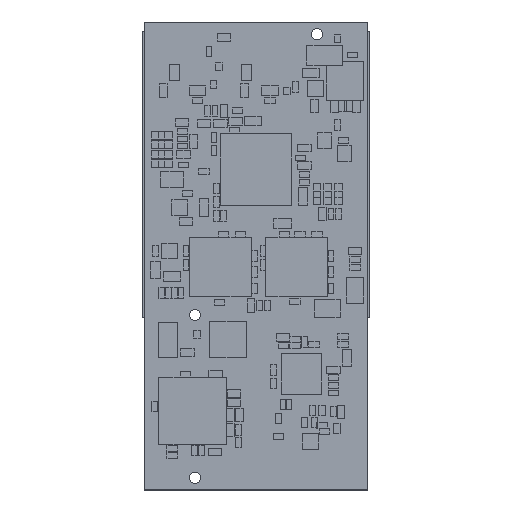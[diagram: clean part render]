
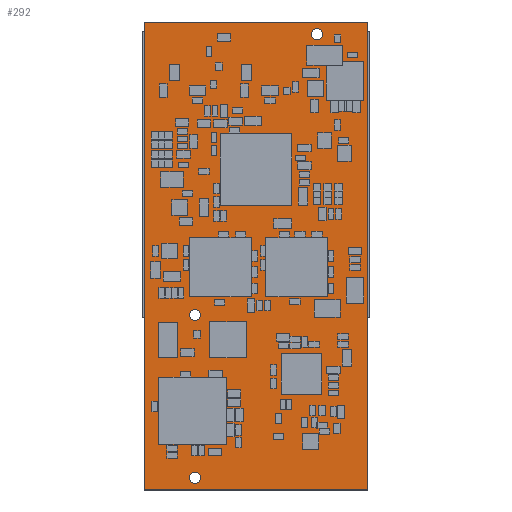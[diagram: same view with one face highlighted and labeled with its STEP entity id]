
A CAD part, top view. The second image highlights one B-rep face of the part: STEP entity #292.
In plain terms, the highlighted planar face has unit normal (0, 0, 1).
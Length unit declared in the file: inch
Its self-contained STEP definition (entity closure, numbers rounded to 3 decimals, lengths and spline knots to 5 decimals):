
#63=DIRECTION('',(1.,0.,0.));
#64=VECTOR('',#63,1.73228);
#65=CARTESIAN_POINT('',(0.,0.,0.06196));
#66=LINE('',#65,#64);
#67=DIRECTION('',(0.,-1.,0.));
#68=VECTOR('',#67,3.62205);
#69=CARTESIAN_POINT('',(0.,3.62205,0.06196));
#70=LINE('',#69,#68);
#71=DIRECTION('',(-1.,0.,0.));
#72=VECTOR('',#71,1.73228);
#73=CARTESIAN_POINT('',(1.73228,3.62205,0.06196));
#74=LINE('',#73,#72);
#75=DIRECTION('',(0.,1.,0.));
#76=VECTOR('',#75,3.62205);
#77=CARTESIAN_POINT('',(1.73228,0.,0.06196));
#78=LINE('',#77,#76);
#79=CARTESIAN_POINT('',(0.3937,0.0945,0.06196));
#80=DIRECTION('',(0.,0.,1.));
#81=DIRECTION('',(1.,0.,0.));
#82=AXIS2_PLACEMENT_3D('',#79,#80,#81);
#84=CARTESIAN_POINT('',(0.3937,0.0945,0.06196));
#85=DIRECTION('',(0.,0.,1.));
#86=DIRECTION('',(-1.,0.,0.));
#87=AXIS2_PLACEMENT_3D('',#84,#85,#86);
#89=CARTESIAN_POINT('',(0.3937,1.3543,0.06196));
#90=DIRECTION('',(0.,0.,1.));
#91=DIRECTION('',(1.,0.,0.));
#92=AXIS2_PLACEMENT_3D('',#89,#90,#91);
#94=CARTESIAN_POINT('',(0.3937,1.3543,0.06196));
#95=DIRECTION('',(0.,0.,1.));
#96=DIRECTION('',(-1.,0.,0.));
#97=AXIS2_PLACEMENT_3D('',#94,#95,#96);
#99=CARTESIAN_POINT('',(1.3386,3.5276,0.06196));
#100=DIRECTION('',(0.,0.,1.));
#101=DIRECTION('',(1.,0.,0.));
#102=AXIS2_PLACEMENT_3D('',#99,#100,#101);
#104=CARTESIAN_POINT('',(1.3386,3.5276,0.06196));
#105=DIRECTION('',(0.,0.,1.));
#106=DIRECTION('',(-1.,0.,0.));
#107=AXIS2_PLACEMENT_3D('',#104,#105,#106);
#141=CARTESIAN_POINT('',(0.,0.,0.06196));
#142=CARTESIAN_POINT('',(1.73228,0.,0.06196));
#143=VERTEX_POINT('',#141);
#144=VERTEX_POINT('',#142);
#145=CARTESIAN_POINT('',(1.73228,3.62205,0.06196));
#146=VERTEX_POINT('',#145);
#147=CARTESIAN_POINT('',(0.,3.62205,0.06196));
#148=VERTEX_POINT('',#147);
#161=CARTESIAN_POINT('',(0.437,0.0945,0.06196));
#162=CARTESIAN_POINT('',(0.3504,0.0945,0.06196));
#163=VERTEX_POINT('',#161);
#164=VERTEX_POINT('',#162);
#165=CARTESIAN_POINT('',(0.437,1.3543,0.06196));
#166=CARTESIAN_POINT('',(0.3504,1.3543,0.06196));
#167=VERTEX_POINT('',#165);
#168=VERTEX_POINT('',#166);
#169=CARTESIAN_POINT('',(1.3819,3.5276,0.06196));
#170=CARTESIAN_POINT('',(1.2953,3.5276,0.06196));
#171=VERTEX_POINT('',#169);
#172=VERTEX_POINT('',#170);
#263=CARTESIAN_POINT('',(0.,0.,0.06196));
#264=DIRECTION('',(0.,0.,1.));
#265=DIRECTION('',(1.,0.,0.));
#266=AXIS2_PLACEMENT_3D('',#263,#264,#265);
#267=PLANE('',#266);
#268=ORIENTED_EDGE('',*,*,#215,.F.);
#269=ORIENTED_EDGE('',*,*,#230,.F.);
#270=ORIENTED_EDGE('',*,*,#244,.F.);
#271=ORIENTED_EDGE('',*,*,#257,.F.);
#272=EDGE_LOOP('',(#268,#269,#270,#271));
#273=FACE_OUTER_BOUND('',#272,.F.);
#275=ORIENTED_EDGE('',*,*,#274,.T.);
#277=ORIENTED_EDGE('',*,*,#276,.T.);
#278=EDGE_LOOP('',(#275,#277));
#279=FACE_BOUND('',#278,.F.);
#281=ORIENTED_EDGE('',*,*,#280,.T.);
#283=ORIENTED_EDGE('',*,*,#282,.T.);
#284=EDGE_LOOP('',(#281,#283));
#285=FACE_BOUND('',#284,.F.);
#287=ORIENTED_EDGE('',*,*,#286,.T.);
#289=ORIENTED_EDGE('',*,*,#288,.T.);
#290=EDGE_LOOP('',(#287,#289));
#291=FACE_BOUND('',#290,.F.);
#83=CIRCLE('',#82,0.0433);
#88=CIRCLE('',#87,0.0433);
#93=CIRCLE('',#92,0.0433);
#98=CIRCLE('',#97,0.0433);
#103=CIRCLE('',#102,0.0433);
#108=CIRCLE('',#107,0.0433);
#215=EDGE_CURVE('',#143,#144,#66,.T.);
#230=EDGE_CURVE('',#148,#143,#70,.T.);
#244=EDGE_CURVE('',#146,#148,#74,.T.);
#257=EDGE_CURVE('',#144,#146,#78,.T.);
#274=EDGE_CURVE('',#163,#164,#83,.T.);
#276=EDGE_CURVE('',#164,#163,#88,.T.);
#280=EDGE_CURVE('',#167,#168,#93,.T.);
#282=EDGE_CURVE('',#168,#167,#98,.T.);
#286=EDGE_CURVE('',#171,#172,#103,.T.);
#288=EDGE_CURVE('',#172,#171,#108,.T.);
#292=ADVANCED_FACE('',(#273,#279,#285,#291),#267,.T.);
